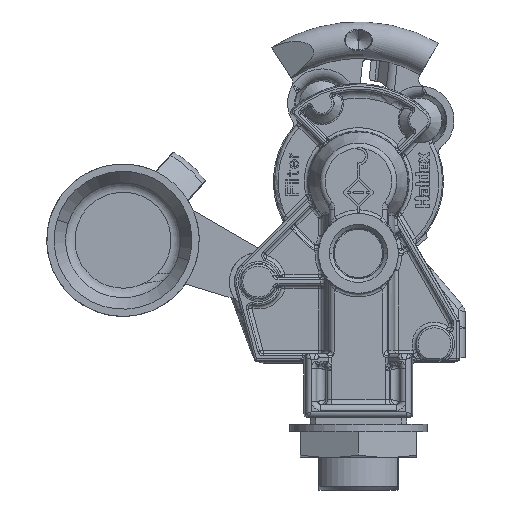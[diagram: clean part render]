
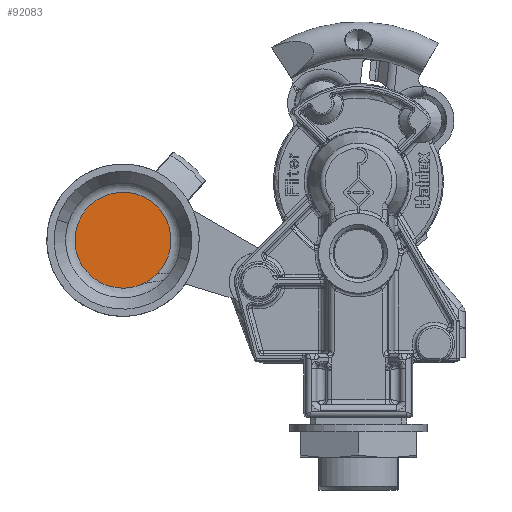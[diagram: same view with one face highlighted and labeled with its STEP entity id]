
A CAD part, front view. The second image highlights one B-rep face of the part: STEP entity #92083.
In plain terms, the highlighted planar face has unit normal (0, -1, 0).
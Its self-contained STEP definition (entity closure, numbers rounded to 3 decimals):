
#83527=CARTESIAN_POINT('',(0.,7.,0.));
#83528=DIRECTION('',(0.,-1.,0.));
#83529=DIRECTION('',(-0.603,0.,0.798));
#83530=AXIS2_PLACEMENT_3D('',#83527,#83528,#83529);
#83545=CARTESIAN_POINT('',(-11.717,7.,6.137));
#83550=CARTESIAN_POINT('',(0.,7.,0.));
#83551=DIRECTION('',(0.,-1.,0.));
#83552=DIRECTION('',(-0.886,0.,0.464));
#83553=AXIS2_PLACEMENT_3D('',#83550,#83551,#83552);
#83567=CARTESIAN_POINT('',(-7.979,7.,10.549));
#91977=VERTEX_POINT('',#83567);
#91978=VERTEX_POINT('',#83545);
#92072=CARTESIAN_POINT('',(0.,7.,0.));
#92073=DIRECTION('',(0.,-1.,0.));
#92074=DIRECTION('',(-1.,0.,0.));
#92075=AXIS2_PLACEMENT_3D('',#92072,#92073,#92074);
#92076=PLANE('',#92075);
#92078=ORIENTED_EDGE('',*,*,#92077,.F.);
#92080=ORIENTED_EDGE('',*,*,#92079,.F.);
#92081=EDGE_LOOP('',(#92078,#92080));
#92082=FACE_OUTER_BOUND('',#92081,.F.);
#83531=CIRCLE('',#83530,13.226);
#83554=CIRCLE('',#83553,13.226);
#92077=EDGE_CURVE('',#91978,#91977,#83554,.T.);
#92079=EDGE_CURVE('',#91977,#91978,#83531,.T.);
#92083=ADVANCED_FACE('',(#92082),#92076,.T.);
